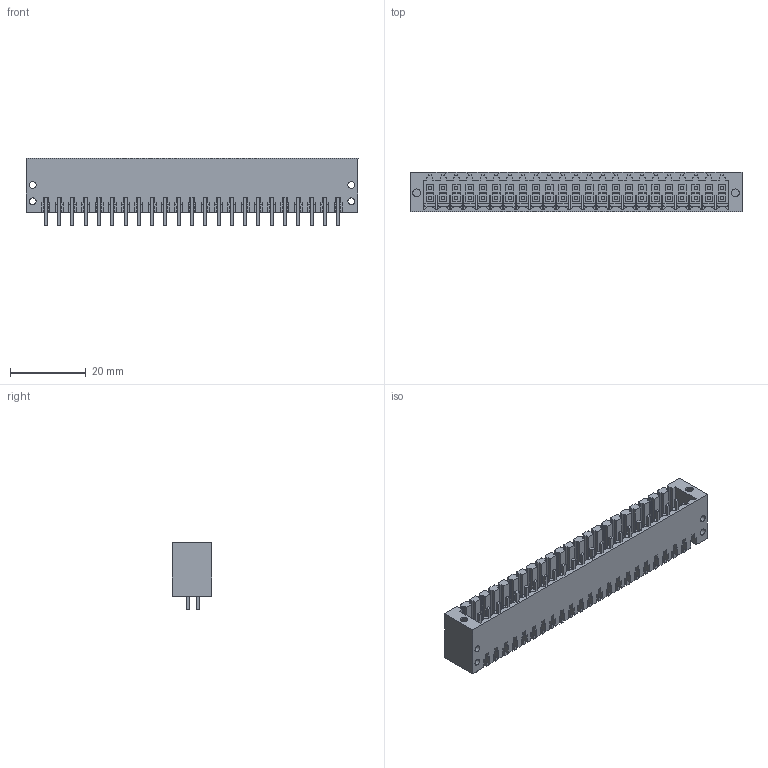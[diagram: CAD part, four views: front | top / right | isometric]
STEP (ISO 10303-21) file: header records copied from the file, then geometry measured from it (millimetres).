
FILE_DESCRIPTION(('CATIA V5 STEP Exchange','CAx-IF Rec.Pracs.--- Model Styling and Organization---1.4--- 2014-01-23'),'2;1');
FILE_NAME ('D1494299_0_2559410000_2559410000.stp','2021-07-22T09:49:14+00:00',('none'),('Weidmueller'),'CATIA Version 5-6 Release 2016 SP3 HF44','CATIA V5 STEP AP214','none');
FILE_SCHEMA(('AUTOMOTIVE_DESIGN { 1 0 10303 214 1 1 1 1 }'));
Length unit declared in the file: millimetre
Products named in the file (1): 2559410000
Bounding box: 87.5 x 10.5 x 17.7 mm (x, y, z)
Volume: 6004.8 mm3; surface area: 13469.7 mm2
Topology: 47 solids, 47 shells, 1982 faces, 5246 edges, 3480 vertices
Faces by surface type: plane 1920, cylinder 62
Entity records: 54067 total; most frequent: ORIENTED_EDGE 10492, CARTESIAN_POINT 9582, DIRECTION 6813, EDGE_CURVE 5246, VECTOR 5114, LINE 5114, VERTEX_POINT 3480, EDGE_LOOP 2120
